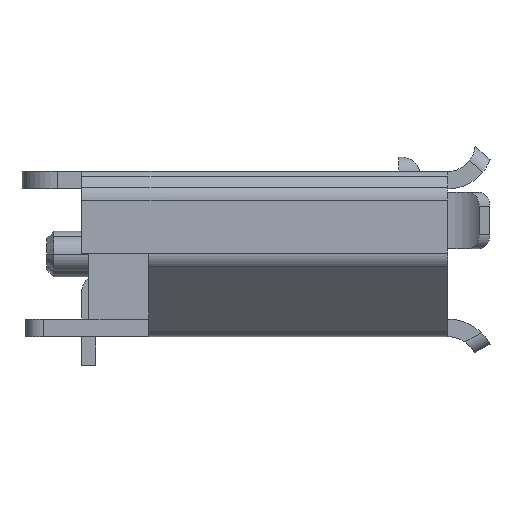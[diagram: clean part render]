
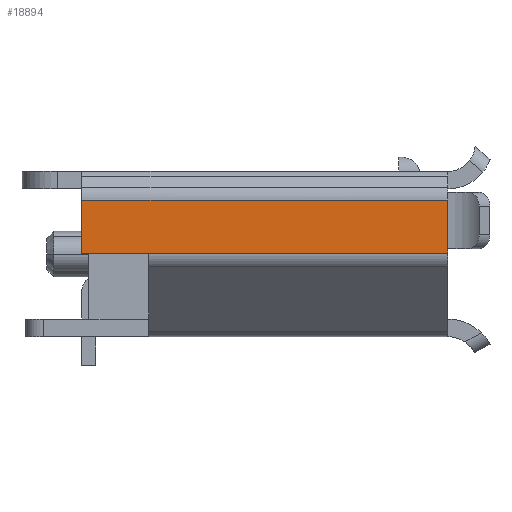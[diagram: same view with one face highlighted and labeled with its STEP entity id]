
A CAD part, left-side view. The second image highlights one B-rep face of the part: STEP entity #18894.
In plain terms, the highlighted planar face has unit normal (-1, 0, 0).
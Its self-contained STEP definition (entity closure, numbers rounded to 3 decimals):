
#843=DIRECTION('',(0.,0.,1.));
#844=VECTOR('',#843,0.062);
#845=CARTESIAN_POINT('',(-3.7,-3.35,0.038));
#846=LINE('',#845,#844);
#3372=DIRECTION('',(0.,0.,1.));
#3373=VECTOR('',#3372,0.755);
#3374=CARTESIAN_POINT('',(-3.7,1.85,0.038));
#3375=LINE('',#3374,#3373);
#5062=DIRECTION('',(0.,1.,0.));
#5063=VECTOR('',#5062,0.95);
#5064=CARTESIAN_POINT('',(-3.7,0.9,0.038));
#5065=LINE('',#5064,#5063);
#5066=DIRECTION('',(0.,0.,1.));
#5067=VECTOR('',#5066,0.692);
#5068=CARTESIAN_POINT('',(-3.7,-3.35,0.1));
#5069=LINE('',#5068,#5067);
#5070=DIRECTION('',(0.,1.,0.));
#5071=VECTOR('',#5070,5.2);
#5072=CARTESIAN_POINT('',(-3.7,-3.35,0.792));
#5073=LINE('',#5072,#5071);
#5151=DIRECTION('',(0.,-1.,0.));
#5152=VECTOR('',#5151,4.25);
#5153=CARTESIAN_POINT('',(-3.7,0.9,0.038));
#5154=LINE('',#5153,#5152);
#11453=CARTESIAN_POINT('',(-3.7,0.9,0.038));
#11454=CARTESIAN_POINT('',(-3.7,-3.35,0.038));
#11455=VERTEX_POINT('',#11453);
#11456=VERTEX_POINT('',#11454);
#11733=CARTESIAN_POINT('',(-3.7,-3.35,0.1));
#11734=CARTESIAN_POINT('',(-3.7,-3.35,0.792));
#11735=VERTEX_POINT('',#11733);
#11736=VERTEX_POINT('',#11734);
#11810=CARTESIAN_POINT('',(-3.7,1.85,0.038));
#11812=VERTEX_POINT('',#11810);
#11813=CARTESIAN_POINT('',(-3.7,1.85,0.792));
#11814=VERTEX_POINT('',#11813);
#18878=CARTESIAN_POINT('',(-3.7,1.45,-0.07));
#18879=DIRECTION('',(-1.,0.,0.));
#18880=DIRECTION('',(0.,0.,1.));
#18881=AXIS2_PLACEMENT_3D('',#18878,#18879,#18880);
#18882=PLANE('',#18881);
#18883=ORIENTED_EDGE('',*,*,#18871,.T.);
#18884=ORIENTED_EDGE('',*,*,#16620,.T.);
#18886=ORIENTED_EDGE('',*,*,#18885,.F.);
#18888=ORIENTED_EDGE('',*,*,#18887,.F.);
#18889=ORIENTED_EDGE('',*,*,#14752,.F.);
#18891=ORIENTED_EDGE('',*,*,#18890,.F.);
#18892=EDGE_LOOP('',(#18883,#18884,#18886,#18888,#18889,#18891));
#18893=FACE_OUTER_BOUND('',#18892,.F.);
#14752=EDGE_CURVE('',#11456,#11735,#846,.T.);
#16620=EDGE_CURVE('',#11812,#11814,#3375,.T.);
#18871=EDGE_CURVE('',#11455,#11812,#5065,.T.);
#18885=EDGE_CURVE('',#11736,#11814,#5073,.T.);
#18887=EDGE_CURVE('',#11735,#11736,#5069,.T.);
#18890=EDGE_CURVE('',#11455,#11456,#5154,.T.);
#18894=ADVANCED_FACE('',(#18893),#18882,.T.);
